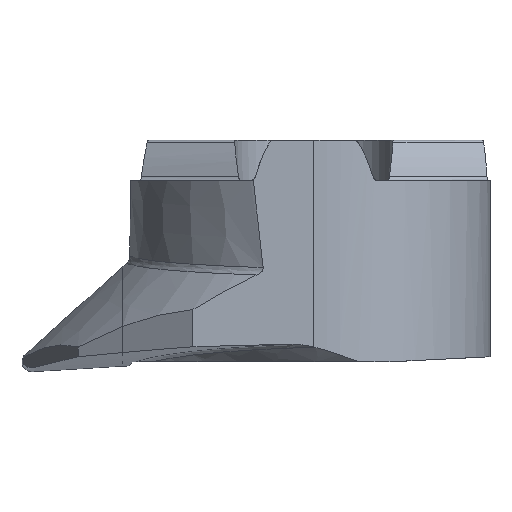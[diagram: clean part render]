
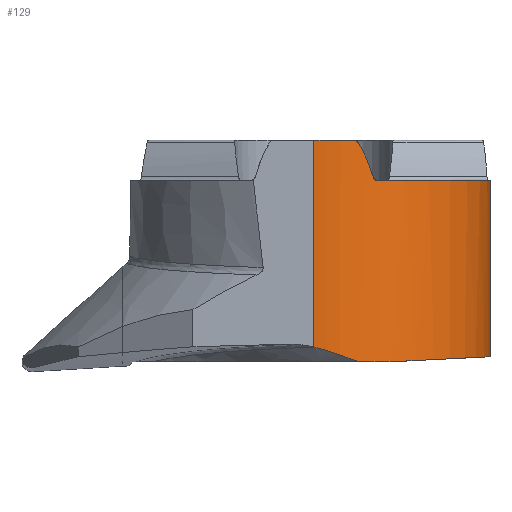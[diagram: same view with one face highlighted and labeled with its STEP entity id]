
A CAD part, front view. The second image highlights one B-rep face of the part: STEP entity #129.
In plain terms, the highlighted cylindrical face has radius 3.5 mm (diameter 7 mm), a partial arc.
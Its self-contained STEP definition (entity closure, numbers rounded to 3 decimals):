
#100=(
BOUNDED_CURVE()
B_SPLINE_CURVE(3,(#2688,#2689,#2690,#2691),.UNSPECIFIED.,.F.,.F.)
B_SPLINE_CURVE_WITH_KNOTS((4,4),(0.,1.),.UNSPECIFIED.)
CURVE()
GEOMETRIC_REPRESENTATION_ITEM()
RATIONAL_B_SPLINE_CURVE((1.,0.899,0.899,1.))
REPRESENTATION_ITEM('')
);
#129=ADVANCED_FACE('',(#267),#232,.T.);
#232=CYLINDRICAL_SURFACE('',#1932,3.5);
#267=FACE_OUTER_BOUND('',#372,.T.);
#372=EDGE_LOOP('',(#646,#647,#648,#649,#650,#651,#652,#653,#654,#655,#656));
#480=LINE('',#2694,#547);
#481=LINE('',#2730,#548);
#547=VECTOR('',#2125,1.);
#548=VECTOR('',#2130,1.);
#646=ORIENTED_EDGE('',*,*,#1409,.F.);
#647=ORIENTED_EDGE('',*,*,#1410,.T.);
#648=ORIENTED_EDGE('',*,*,#1411,.F.);
#649=ORIENTED_EDGE('',*,*,#1412,.T.);
#650=ORIENTED_EDGE('',*,*,#1413,.T.);
#651=ORIENTED_EDGE('',*,*,#1414,.T.);
#652=ORIENTED_EDGE('',*,*,#1415,.T.);
#653=ORIENTED_EDGE('',*,*,#1416,.F.);
#654=ORIENTED_EDGE('',*,*,#1417,.F.);
#655=ORIENTED_EDGE('',*,*,#1418,.F.);
#656=ORIENTED_EDGE('',*,*,#1419,.F.);
#1222=VERTEX_POINT('',#2692);
#1223=VERTEX_POINT('',#2693);
#1224=VERTEX_POINT('',#2695);
#1225=VERTEX_POINT('',#2697);
#1226=VERTEX_POINT('',#2711);
#1227=VERTEX_POINT('',#2716);
#1228=VERTEX_POINT('',#2727);
#1229=VERTEX_POINT('',#2729);
#1230=VERTEX_POINT('',#2731);
#1231=VERTEX_POINT('',#2736);
#1232=VERTEX_POINT('',#2741);
#1409=EDGE_CURVE('',#1222,#1223,#100,.T.);
#1410=EDGE_CURVE('',#1222,#1224,#480,.T.);
#1411=EDGE_CURVE('',#1225,#1224,#1676,.T.);
#1412=EDGE_CURVE('',#1225,#1226,#1768,.T.);
#1413=EDGE_CURVE('',#1226,#1227,#1769,.T.);
#1414=EDGE_CURVE('',#1227,#1228,#1770,.T.);
#1415=EDGE_CURVE('',#1228,#1229,#1677,.T.);
#1416=EDGE_CURVE('',#1230,#1229,#481,.T.);
#1417=EDGE_CURVE('',#1231,#1230,#1771,.T.);
#1418=EDGE_CURVE('',#1232,#1231,#1772,.T.);
#1419=EDGE_CURVE('',#1223,#1232,#1678,.T.);
#1676=CIRCLE('',#1929,3.5);
#1677=CIRCLE('',#1930,3.5);
#1678=CIRCLE('',#1931,3.5);
#1768=B_SPLINE_CURVE_WITH_KNOTS('',3,(#2698,#2699,#2700,#2701,#2702,#2703,
#2704,#2705,#2706,#2707,#2708,#2709,#2710),.UNSPECIFIED.,.F.,.F.,(4,3,3,
3,4),(0.,0.284,0.568,0.84,1.),
 .UNSPECIFIED.);
#1769=B_SPLINE_CURVE_WITH_KNOTS('',3,(#2712,#2713,#2714,#2715),
 .UNSPECIFIED.,.F.,.F.,(4,4),(0.,1.),.UNSPECIFIED.);
#1770=B_SPLINE_CURVE_WITH_KNOTS('',3,(#2717,#2718,#2719,#2720,#2721,#2722,
#2723,#2724,#2725,#2726),.UNSPECIFIED.,.F.,.F.,(4,3,3,4),(0.,0.323,
0.646,1.),.UNSPECIFIED.);
#1771=B_SPLINE_CURVE_WITH_KNOTS('',3,(#2732,#2733,#2734,#2735),
 .UNSPECIFIED.,.F.,.F.,(4,4),(0.,1.),.UNSPECIFIED.);
#1772=B_SPLINE_CURVE_WITH_KNOTS('',3,(#2737,#2738,#2739,#2740),
 .UNSPECIFIED.,.F.,.F.,(4,4),(0.,1.),.UNSPECIFIED.);
#1929=AXIS2_PLACEMENT_3D('',#2696,#2126,#2127);
#1930=AXIS2_PLACEMENT_3D('',#2728,#2128,#2129);
#1931=AXIS2_PLACEMENT_3D('',#2742,#2131,#2132);
#1932=AXIS2_PLACEMENT_3D('',#2743,#2133,#2134);
#2125=DIRECTION('',(0.,0.,1.));
#2126=DIRECTION('',(0.,0.,1.));
#2127=DIRECTION('',(1.,0.,0.));
#2128=DIRECTION('',(0.,0.,-1.));
#2129=DIRECTION('',(1.,0.,0.));
#2130=DIRECTION('',(0.,0.,1.));
#2131=DIRECTION('',(0.,0.,-1.));
#2132=DIRECTION('',(1.,0.,0.));
#2133=DIRECTION('',(0.,0.,1.));
#2134=DIRECTION('',(1.,0.,0.));
#2688=CARTESIAN_POINT('',(3.5,0.,-3.5));
#2689=CARTESIAN_POINT('',(3.5,-1.376,-3.5));
#2690=CARTESIAN_POINT('',(2.771,-2.542,-3.537));
#2691=CARTESIAN_POINT('',(1.535,-3.146,-3.6));
#2692=CARTESIAN_POINT('',(3.5,0.,-3.5));
#2693=CARTESIAN_POINT('',(1.535,-3.146,-3.6));
#2694=CARTESIAN_POINT('',(3.5,0.,-4.075));
#2695=CARTESIAN_POINT('',(3.5,0.,0.));
#2696=CARTESIAN_POINT('',(0.,0.,0.));
#2697=CARTESIAN_POINT('',(1.273,-3.26,0.));
#2698=CARTESIAN_POINT('',(1.273,-3.26,0.));
#2699=CARTESIAN_POINT('',(1.261,-3.265,0.));
#2700=CARTESIAN_POINT('',(1.249,-3.27,0.002));
#2701=CARTESIAN_POINT('',(1.238,-3.274,0.006));
#2702=CARTESIAN_POINT('',(1.227,-3.278,0.01));
#2703=CARTESIAN_POINT('',(1.216,-3.282,0.017));
#2704=CARTESIAN_POINT('',(1.207,-3.285,0.025));
#2705=CARTESIAN_POINT('',(1.198,-3.289,0.032));
#2706=CARTESIAN_POINT('',(1.191,-3.291,0.042));
#2707=CARTESIAN_POINT('',(1.185,-3.293,0.052));
#2708=CARTESIAN_POINT('',(1.182,-3.295,0.059));
#2709=CARTESIAN_POINT('',(1.179,-3.296,0.065));
#2710=CARTESIAN_POINT('',(1.177,-3.296,0.072));
#2711=CARTESIAN_POINT('',(1.177,-3.296,0.072));
#2712=CARTESIAN_POINT('',(1.177,-3.296,0.072));
#2713=CARTESIAN_POINT('',(1.108,-3.321,0.309));
#2714=CARTESIAN_POINT('',(1.009,-3.354,0.538));
#2715=CARTESIAN_POINT('',(0.885,-3.386,0.751));
#2716=CARTESIAN_POINT('',(0.885,-3.386,0.751));
#2717=CARTESIAN_POINT('',(0.885,-3.386,0.751));
#2718=CARTESIAN_POINT('',(0.879,-3.388,0.76));
#2719=CARTESIAN_POINT('',(0.871,-3.39,0.769));
#2720=CARTESIAN_POINT('',(0.863,-3.392,0.776));
#2721=CARTESIAN_POINT('',(0.854,-3.394,0.784));
#2722=CARTESIAN_POINT('',(0.844,-3.397,0.789));
#2723=CARTESIAN_POINT('',(0.834,-3.399,0.793));
#2724=CARTESIAN_POINT('',(0.823,-3.402,0.798));
#2725=CARTESIAN_POINT('',(0.81,-3.405,0.8));
#2726=CARTESIAN_POINT('',(0.798,-3.408,0.8));
#2727=CARTESIAN_POINT('',(0.798,-3.408,0.8));
#2728=CARTESIAN_POINT('',(0.,0.,0.8));
#2729=CARTESIAN_POINT('',(0.,-3.5,0.8));
#2730=CARTESIAN_POINT('',(0.,-3.5,-4.075));
#2731=CARTESIAN_POINT('',(0.,-3.5,-3.306));
#2732=CARTESIAN_POINT('',(0.023,-3.5,-3.312));
#2733=CARTESIAN_POINT('',(0.016,-3.5,-3.31));
#2734=CARTESIAN_POINT('',(0.008,-3.5,-3.308));
#2735=CARTESIAN_POINT('',(0.,-3.5,-3.306));
#2736=CARTESIAN_POINT('',(0.023,-3.5,-3.312));
#2737=CARTESIAN_POINT('',(0.888,-3.385,-3.6));
#2738=CARTESIAN_POINT('',(0.611,-3.458,-3.491));
#2739=CARTESIAN_POINT('',(0.318,-3.498,-3.393));
#2740=CARTESIAN_POINT('',(0.023,-3.5,-3.312));
#2741=CARTESIAN_POINT('',(0.888,-3.385,-3.6));
#2742=CARTESIAN_POINT('',(0.,0.,-3.6));
#2743=CARTESIAN_POINT('',(0.,0.,-4.075));
